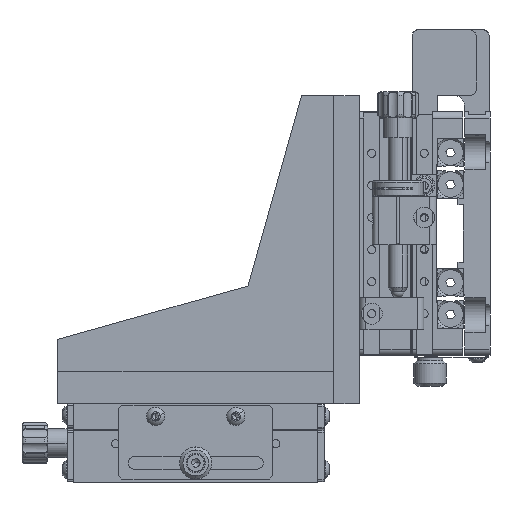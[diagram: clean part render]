
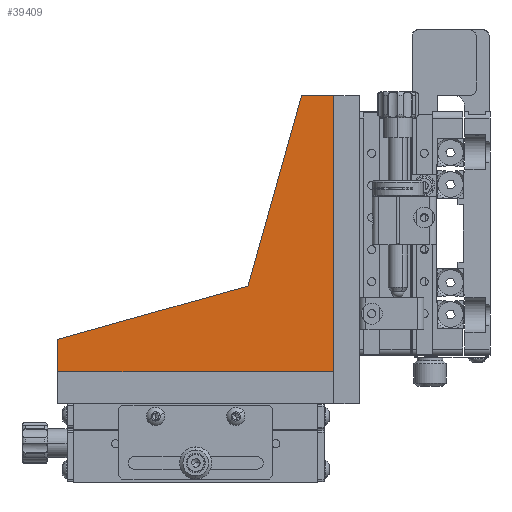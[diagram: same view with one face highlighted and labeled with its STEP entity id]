
A CAD part, left-side view. The second image highlights one B-rep face of the part: STEP entity #39409.
In plain terms, the highlighted planar face has unit normal (-1, 0, 0).
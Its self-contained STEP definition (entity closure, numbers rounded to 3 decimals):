
#165 = VECTOR ( 'NONE', #46104, 1000. ) ;
#1227 = FACE_OUTER_BOUND ( 'NONE', #28776, .T. ) ;
#4101 = VERTEX_POINT ( 'NONE', #15915 ) ;
#4584 = CARTESIAN_POINT ( 'NONE',  ( -20.909, 28.721, 60.15 ) ) ;
#4737 = ORIENTED_EDGE ( 'NONE', *, *, #24495, .T. ) ;
#5838 = VERTEX_POINT ( 'NONE', #75118 ) ;
#6024 = CARTESIAN_POINT ( 'NONE',  ( -20.909, 28.721, 60.15 ) ) ;
#7090 = LINE ( 'NONE', #64127, #37208 ) ;
#9123 = AXIS2_PLACEMENT_3D ( 'NONE', #4584, #46769, #10656 ) ;
#9752 = VECTOR ( 'NONE', #71634, 1000. ) ;
#10656 = DIRECTION ( 'NONE',  ( 0., 0., 1. ) ) ;
#11668 = LINE ( 'NONE', #65543, #9752 ) ;
#11904 = EDGE_CURVE ( 'NONE', #42366, #28111, #29056, .T. ) ;
#11930 = DIRECTION ( 'NONE',  ( 0., 1., 0. ) ) ;
#13071 = EDGE_CURVE ( 'NONE', #5838, #15474, #7090, .T. ) ;
#15474 = VERTEX_POINT ( 'NONE', #34835 ) ;
#15876 = ORIENTED_EDGE ( 'NONE', *, *, #13071, .T. ) ;
#15915 = CARTESIAN_POINT ( 'NONE',  ( -20.909, 28.721, 146.15 ) ) ;
#18002 = CARTESIAN_POINT ( 'NONE',  ( -20.909, 38.721, 146.15 ) ) ;
#21562 = EDGE_CURVE ( 'NONE', #4101, #5838, #57142, .T. ) ;
#24495 = EDGE_CURVE ( 'NONE', #28111, #4101, #53578, .T. ) ;
#25080 = VECTOR ( 'NONE', #11930, 1000. ) ;
#26930 = CARTESIAN_POINT ( 'NONE',  ( -20.909, 114.721, 60.15 ) ) ;
#27164 = VECTOR ( 'NONE', #54201, 1000. ) ;
#28111 = VERTEX_POINT ( 'NONE', #6024 ) ;
#28776 = EDGE_LOOP ( 'NONE', ( #29078, #4737, #37670, #15876, #36939, #69209 ) ) ;
#29056 = LINE ( 'NONE', #60301, #27164 ) ;
#29078 = ORIENTED_EDGE ( 'NONE', *, *, #11904, .T. ) ;
#34835 = CARTESIAN_POINT ( 'NONE',  ( -20.909, 55.396, 86.825 ) ) ;
#36939 = ORIENTED_EDGE ( 'NONE', *, *, #67702, .T. ) ;
#37208 = VECTOR ( 'NONE', #58057, 1000. ) ;
#37502 = VECTOR ( 'NONE', #76149, 1000. ) ;
#37670 = ORIENTED_EDGE ( 'NONE', *, *, #21562, .T. ) ;
#39409 = ADVANCED_FACE ( 'NONE', ( #1227 ), #58626, .T. ) ;
#40219 = VERTEX_POINT ( 'NONE', #42407 ) ;
#42366 = VERTEX_POINT ( 'NONE', #26930 ) ;
#42407 = CARTESIAN_POINT ( 'NONE',  ( -20.909, 114.721, 70.15 ) ) ;
#46104 = DIRECTION ( 'NONE',  ( 0., 0., -1. ) ) ;
#46769 = DIRECTION ( 'NONE',  ( -1., 0., 0. ) ) ;
#53578 = LINE ( 'NONE', #70104, #37502 ) ;
#54201 = DIRECTION ( 'NONE',  ( 0., -1., 0. ) ) ;
#57142 = LINE ( 'NONE', #18002, #25080 ) ;
#58057 = DIRECTION ( 'NONE',  ( 0., 0.271, -0.963 ) ) ;
#58626 = PLANE ( 'NONE',  #9123 ) ;
#60301 = CARTESIAN_POINT ( 'NONE',  ( -20.909, 114.721, 60.15 ) ) ;
#64127 = CARTESIAN_POINT ( 'NONE',  ( -20.909, 55.396, 86.825 ) ) ;
#64325 = LINE ( 'NONE', #76166, #165 ) ;
#65543 = CARTESIAN_POINT ( 'NONE',  ( -20.909, 114.721, 70.15 ) ) ;
#67702 = EDGE_CURVE ( 'NONE', #15474, #40219, #11668, .T. ) ;
#69209 = ORIENTED_EDGE ( 'NONE', *, *, #75862, .T. ) ;
#70104 = CARTESIAN_POINT ( 'NONE',  ( -20.909, 28.721, 60.15 ) ) ;
#71634 = DIRECTION ( 'NONE',  ( 0., 0.963, -0.271 ) ) ;
#75118 = CARTESIAN_POINT ( 'NONE',  ( -20.909, 38.721, 146.15 ) ) ;
#75862 = EDGE_CURVE ( 'NONE', #40219, #42366, #64325, .T. ) ;
#76149 = DIRECTION ( 'NONE',  ( 0., 0., 1. ) ) ;
#76166 = CARTESIAN_POINT ( 'NONE',  ( -20.909, 114.721, 60.15 ) ) ;
